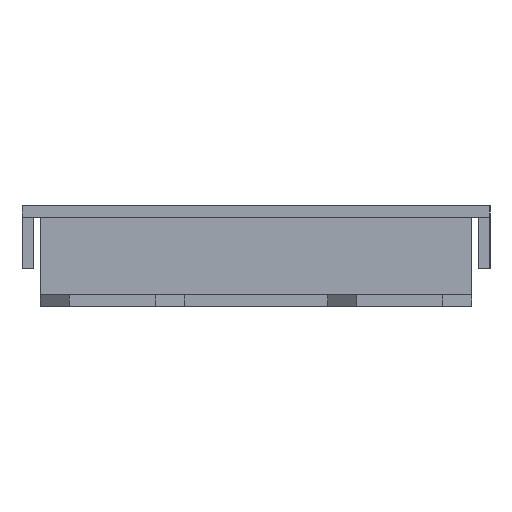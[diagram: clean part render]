
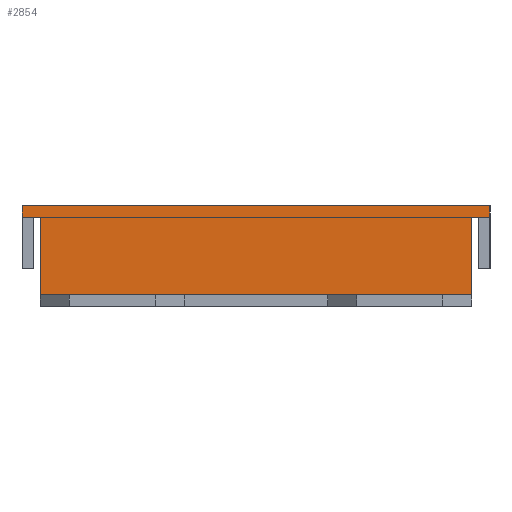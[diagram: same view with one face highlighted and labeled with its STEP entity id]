
A CAD part, left-side view. The second image highlights one B-rep face of the part: STEP entity #2854.
In plain terms, the highlighted planar face has unit normal (-1, 0, 0).
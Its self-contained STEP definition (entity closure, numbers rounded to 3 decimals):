
#598=DIRECTION('',(0.,-1.,0.));
#599=VECTOR('',#598,81.4);
#600=CARTESIAN_POINT('',(3296.084,273.133,2.));
#601=LINE('',#600,#599);
#889=DIRECTION('',(0.,0.,-1.));
#890=VECTOR('',#889,2.);
#891=CARTESIAN_POINT('',(3296.084,191.733,2.));
#892=LINE('',#891,#890);
#1022=DIRECTION('',(0.,-1.,0.));
#1023=VECTOR('',#1022,3.2);
#1024=CARTESIAN_POINT('',(3296.084,194.933,0.));
#1025=LINE('',#1024,#1023);
#1029=DIRECTION('',(0.,0.,1.));
#1030=VECTOR('',#1029,13.5);
#1031=CARTESIAN_POINT('',(3296.084,194.933,-13.5));
#1032=LINE('',#1031,#1030);
#1036=DIRECTION('',(0.,-1.,0.));
#1037=VECTOR('',#1036,3.2);
#1038=CARTESIAN_POINT('',(3296.084,273.133,0.));
#1039=LINE('',#1038,#1037);
#1043=DIRECTION('',(0.,0.,-1.));
#1044=VECTOR('',#1043,2.);
#1045=CARTESIAN_POINT('',(3296.084,273.133,2.));
#1046=LINE('',#1045,#1044);
#1078=DIRECTION('',(0.,0.,1.));
#1079=VECTOR('',#1078,13.5);
#1080=CARTESIAN_POINT('',(3296.084,269.933,-13.5));
#1081=LINE('',#1080,#1079);
#1201=DIRECTION('',(0.,1.,0.));
#1202=VECTOR('',#1201,75.);
#1203=CARTESIAN_POINT('',(3296.084,194.933,-13.5));
#1204=LINE('',#1203,#1202);
#1970=CARTESIAN_POINT('',(3296.084,191.733,2.));
#1971=VERTEX_POINT('',#1970);
#1972=CARTESIAN_POINT('',(3296.084,191.733,0.));
#1973=VERTEX_POINT('',#1972);
#1974=CARTESIAN_POINT('',(3296.084,273.133,2.));
#1975=VERTEX_POINT('',#1974);
#1976=CARTESIAN_POINT('',(3296.084,273.133,0.));
#1977=VERTEX_POINT('',#1976);
#2270=CARTESIAN_POINT('',(3296.084,194.933,-13.5));
#2271=CARTESIAN_POINT('',(3296.084,269.933,-13.5));
#2272=VERTEX_POINT('',#2270);
#2273=VERTEX_POINT('',#2271);
#2274=CARTESIAN_POINT('',(3296.084,194.933,0.));
#2276=VERTEX_POINT('',#2274);
#2278=CARTESIAN_POINT('',(3296.084,269.933,0.));
#2280=VERTEX_POINT('',#2278);
#2836=CARTESIAN_POINT('',(3296.084,232.433,0.));
#2837=DIRECTION('',(-1.,0.,0.));
#2838=DIRECTION('',(0.,-1.,0.));
#2839=AXIS2_PLACEMENT_3D('',#2836,#2837,#2838);
#2840=PLANE('',#2839);
#2841=ORIENTED_EDGE('',*,*,#2320,.F.);
#2843=ORIENTED_EDGE('',*,*,#2842,.F.);
#2845=ORIENTED_EDGE('',*,*,#2844,.T.);
#2847=ORIENTED_EDGE('',*,*,#2846,.T.);
#2848=ORIENTED_EDGE('',*,*,#2350,.F.);
#2849=ORIENTED_EDGE('',*,*,#2824,.F.);
#2850=ORIENTED_EDGE('',*,*,#2512,.T.);
#2851=ORIENTED_EDGE('',*,*,#2633,.T.);
#2852=EDGE_LOOP('',(#2841,#2843,#2845,#2847,#2848,#2849,#2850,#2851));
#2853=FACE_OUTER_BOUND('',#2852,.F.);
#2320=EDGE_CURVE('',#2276,#1973,#1025,.T.);
#2350=EDGE_CURVE('',#1977,#2280,#1039,.T.);
#2512=EDGE_CURVE('',#1975,#1971,#601,.T.);
#2633=EDGE_CURVE('',#1971,#1973,#892,.T.);
#2824=EDGE_CURVE('',#1975,#1977,#1046,.T.);
#2842=EDGE_CURVE('',#2272,#2276,#1032,.T.);
#2844=EDGE_CURVE('',#2272,#2273,#1204,.T.);
#2846=EDGE_CURVE('',#2273,#2280,#1081,.T.);
#2854=ADVANCED_FACE('',(#2853),#2840,.T.);
